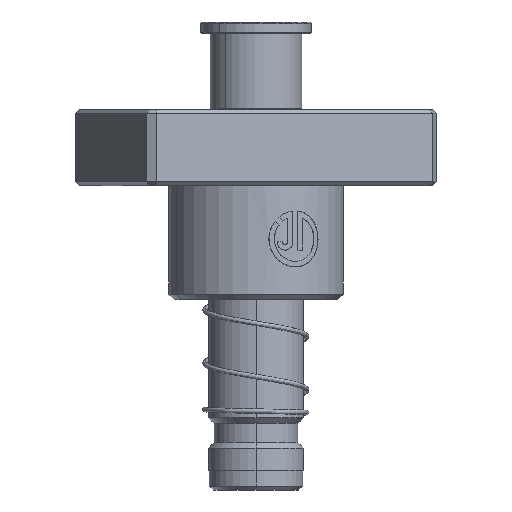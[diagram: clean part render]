
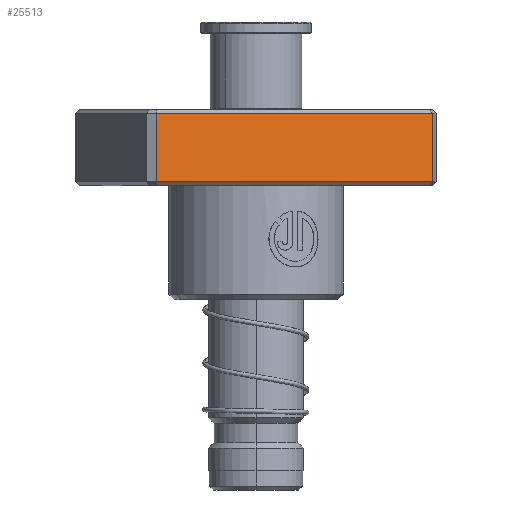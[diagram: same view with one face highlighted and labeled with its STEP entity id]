
A CAD part, left-side view. The second image highlights one B-rep face of the part: STEP entity #25513.
In plain terms, the highlighted face is planar.
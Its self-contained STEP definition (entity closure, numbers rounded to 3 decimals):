
#1056 = VERTEX_POINT ( 'NONE', #13973 ) ;
#2363 = DIRECTION ( 'NONE',  ( 0., 0., -1. ) ) ;
#2525 = LINE ( 'NONE', #6710, #24564 ) ;
#3263 = CARTESIAN_POINT ( 'NONE',  ( -40., 24., 1. ) ) ;
#4059 = CARTESIAN_POINT ( 'NONE',  ( 40., 24., 1. ) ) ;
#4069 = ORIENTED_EDGE ( 'NONE', *, *, #10261, .T. ) ;
#4241 = PLANE ( 'NONE',  #12793 ) ;
#4307 = CARTESIAN_POINT ( 'NONE',  ( 40., 24., 19. ) ) ;
#4638 = LINE ( 'NONE', #4307, #15338 ) ;
#4988 = CARTESIAN_POINT ( 'NONE',  ( -40., 24., 1. ) ) ;
#6426 = DIRECTION ( 'NONE',  ( 1., 0., 0. ) ) ;
#6688 = LINE ( 'NONE', #3263, #11831 ) ;
#6710 = CARTESIAN_POINT ( 'NONE',  ( 40., 24., 20. ) ) ;
#7776 = EDGE_CURVE ( 'NONE', #1056, #10902, #4638, .T. ) ;
#10261 = EDGE_CURVE ( 'NONE', #22712, #21324, #6688, .T. ) ;
#10902 = VERTEX_POINT ( 'NONE', #12537 ) ;
#11594 = EDGE_CURVE ( 'NONE', #10902, #22712, #2525, .T. ) ;
#11831 = VECTOR ( 'NONE', #14146, 1000. ) ;
#12537 = CARTESIAN_POINT ( 'NONE',  ( 40., 24., 19. ) ) ;
#12793 = AXIS2_PLACEMENT_3D ( 'NONE', #26269, #17229, #19416 ) ;
#13973 = CARTESIAN_POINT ( 'NONE',  ( -40., 24., 19. ) ) ;
#14146 = DIRECTION ( 'NONE',  ( -1., 0., 0. ) ) ;
#15338 = VECTOR ( 'NONE', #6426, 1000. ) ;
#15493 = EDGE_CURVE ( 'NONE', #1056, #21324, #19308, .T. ) ;
#17229 = DIRECTION ( 'NONE',  ( 0., -1., 0. ) ) ;
#17420 = CARTESIAN_POINT ( 'NONE',  ( -40., 24., 20. ) ) ;
#17460 = ORIENTED_EDGE ( 'NONE', *, *, #7776, .T. ) ;
#18235 = ORIENTED_EDGE ( 'NONE', *, *, #15493, .F. ) ;
#19308 = LINE ( 'NONE', #17420, #23792 ) ;
#19416 = DIRECTION ( 'NONE',  ( 0., 0., -1. ) ) ;
#21150 = EDGE_LOOP ( 'NONE', ( #22383, #4069, #18235, #17460 ) ) ;
#21324 = VERTEX_POINT ( 'NONE', #4988 ) ;
#21660 = DIRECTION ( 'NONE',  ( 0., 0., -1. ) ) ;
#22383 = ORIENTED_EDGE ( 'NONE', *, *, #11594, .T. ) ;
#22712 = VERTEX_POINT ( 'NONE', #4059 ) ;
#23792 = VECTOR ( 'NONE', #21660, 1000. ) ;
#24564 = VECTOR ( 'NONE', #2363, 1000. ) ;
#25513 = ADVANCED_FACE ( 'NONE', ( #27638 ), #4241, .F. ) ;
#26269 = CARTESIAN_POINT ( 'NONE',  ( -40., 24., 20. ) ) ;
#27638 = FACE_OUTER_BOUND ( 'NONE', #21150, .T. ) ;
